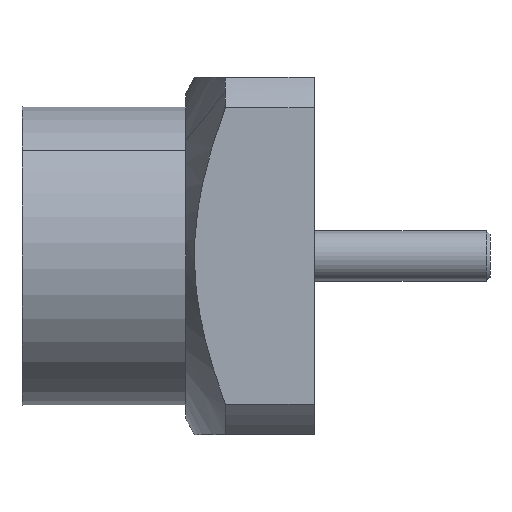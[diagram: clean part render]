
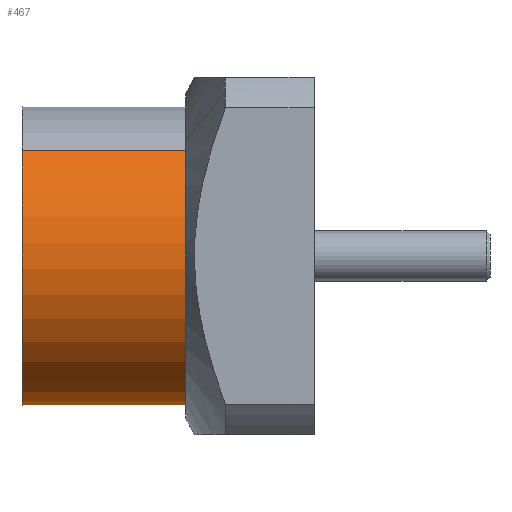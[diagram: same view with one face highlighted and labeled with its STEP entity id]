
A CAD part, front view. The second image highlights one B-rep face of the part: STEP entity #467.
In plain terms, the highlighted cylindrical face has radius 2.095 mm (diameter 4.19 mm), a partial arc.
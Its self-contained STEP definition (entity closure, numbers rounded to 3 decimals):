
#1=CARTESIAN_POINT('',(0.,0.,0.));
#2=DIRECTION('',(-1.,0.,0.));
#3=DIRECTION('',(0.,0.707,-0.707));
#4=AXIS2_PLACEMENT_3D('',#1,#2,#3);
#21=DIRECTION('',(1.,0.,0.));
#22=VECTOR('',#21,2.29);
#23=CARTESIAN_POINT('',(0.,1.481,-1.481));
#24=LINE('',#23,#22);
#25=DIRECTION('',(1.,0.,0.));
#26=VECTOR('',#25,2.29);
#27=CARTESIAN_POINT('',(0.,-1.481,1.481));
#28=LINE('',#27,#26);
#29=CARTESIAN_POINT('',(2.29,0.,0.));
#30=DIRECTION('',(-1.,0.,0.));
#31=DIRECTION('',(0.,0.707,-0.707));
#32=AXIS2_PLACEMENT_3D('',#29,#30,#31);
#351=CARTESIAN_POINT('',(0.,1.481,-1.481));
#352=CARTESIAN_POINT('',(0.,-1.481,1.481));
#353=VERTEX_POINT('',#351);
#354=VERTEX_POINT('',#352);
#355=CARTESIAN_POINT('',(2.29,1.481,-1.481));
#356=VERTEX_POINT('',#355);
#357=CARTESIAN_POINT('',(2.29,-1.481,1.481));
#358=VERTEX_POINT('',#357);
#453=CARTESIAN_POINT('',(3.163,0.,0.));
#454=DIRECTION('',(-1.,0.,0.));
#455=DIRECTION('',(0.,0.707,-0.707));
#456=AXIS2_PLACEMENT_3D('',#453,#454,#455);
#457=CYLINDRICAL_SURFACE('',#456,2.095);
#458=ORIENTED_EDGE('',*,*,#440,.T.);
#460=ORIENTED_EDGE('',*,*,#459,.T.);
#462=ORIENTED_EDGE('',*,*,#461,.F.);
#464=ORIENTED_EDGE('',*,*,#463,.F.);
#465=EDGE_LOOP('',(#458,#460,#462,#464));
#466=FACE_OUTER_BOUND('',#465,.F.);
#5=CIRCLE('',#4,2.095);
#33=CIRCLE('',#32,2.095);
#440=EDGE_CURVE('',#353,#354,#5,.T.);
#459=EDGE_CURVE('',#354,#358,#28,.T.);
#461=EDGE_CURVE('',#356,#358,#33,.T.);
#463=EDGE_CURVE('',#353,#356,#24,.T.);
#467=ADVANCED_FACE('',(#466),#457,.T.);
